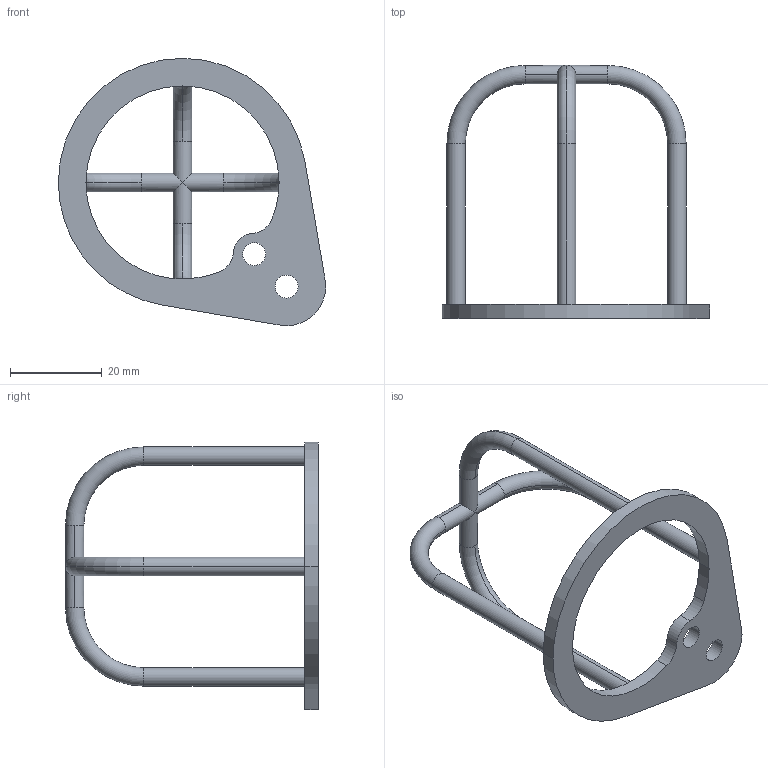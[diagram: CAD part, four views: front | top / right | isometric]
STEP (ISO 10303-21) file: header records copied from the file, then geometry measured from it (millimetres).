
FILE_DESCRIPTION (( 'STEP AP214' ), '1' );
FILE_NAME ('Protection_SQ26.STEP', '2024-09-04T21:43:47', ( '' ), ( '' ), 'SwSTEP 2.0', 'SolidWorks 2024', '' );
FILE_SCHEMA (( 'AUTOMOTIVE_DESIGN' ));
Length unit declared in the file: millimetre
Products named in the file (1): Protection_SQ26
Bounding box: 58.13 x 55 x 58.13 mm (x, y, z)
Volume: 6926.9 mm3; surface area: 6716.1 mm2
Topology: 1 solids, 1 shells, 41 faces, 109 edges, 68 vertices
Faces by surface type: cylinder 29, torus 8, plane 4
Entity records: 1344 total; most frequent: DIRECTION 251, CARTESIAN_POINT 243, ORIENTED_EDGE 218, EDGE_CURVE 109, AXIS2_PLACEMENT_3D 108, VERTEX_POINT 68, CIRCLE 66, EDGE_LOOP 51
